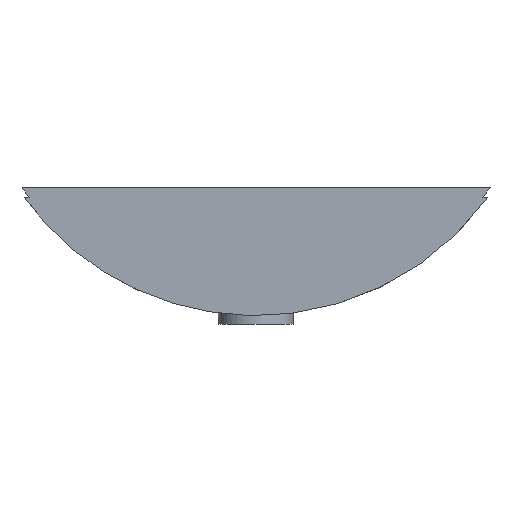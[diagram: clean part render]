
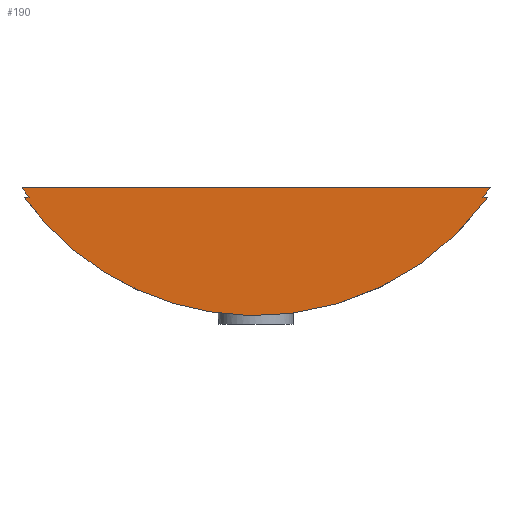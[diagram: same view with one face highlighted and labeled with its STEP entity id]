
A CAD part, front view. The second image highlights one B-rep face of the part: STEP entity #190.
In plain terms, the highlighted planar face has unit normal (0, -1, 0).
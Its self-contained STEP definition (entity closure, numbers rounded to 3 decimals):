
#107=PLANE('',#562);
#136=LINE('',#3986,#161);
#138=LINE('',#5270,#163);
#139=LINE('',#5272,#164);
#140=LINE('',#5274,#165);
#141=LINE('',#5313,#166);
#161=VECTOR('',#583,1.);
#163=VECTOR('',#597,1.);
#164=VECTOR('',#600,1.);
#165=VECTOR('',#603,1.);
#166=VECTOR('',#604,1.);
#190=ADVANCED_FACE('',(#223),#107,.T.);
#223=FACE_OUTER_BOUND('',#258,.T.);
#258=EDGE_LOOP('',(#334,#335,#336,#337,#338,#339,#340,#341));
#334=ORIENTED_EDGE('',*,*,#488,.F.);
#335=ORIENTED_EDGE('',*,*,#492,.F.);
#336=ORIENTED_EDGE('',*,*,#493,.F.);
#337=ORIENTED_EDGE('',*,*,#494,.F.);
#338=ORIENTED_EDGE('',*,*,#448,.F.);
#339=ORIENTED_EDGE('',*,*,#491,.F.);
#340=ORIENTED_EDGE('',*,*,#482,.F.);
#341=ORIENTED_EDGE('',*,*,#490,.F.);
#404=VERTEX_POINT('',#643);
#405=VERTEX_POINT('',#644);
#432=VERTEX_POINT('',#3985);
#433=VERTEX_POINT('',#3987);
#437=VERTEX_POINT('',#4234);
#438=VERTEX_POINT('',#4239);
#439=VERTEX_POINT('',#5275);
#440=VERTEX_POINT('',#5312);
#448=EDGE_CURVE('',#404,#405,#513,.T.);
#482=EDGE_CURVE('',#432,#433,#136,.T.);
#488=EDGE_CURVE('',#437,#438,#543,.T.);
#490=EDGE_CURVE('',#438,#432,#138,.T.);
#491=EDGE_CURVE('',#433,#404,#139,.T.);
#492=EDGE_CURVE('',#439,#437,#140,.T.);
#493=EDGE_CURVE('',#440,#439,#545,.T.);
#494=EDGE_CURVE('',#405,#440,#141,.T.);
#513=B_SPLINE_CURVE_WITH_KNOTS('',3,(#639,#640,#641,#642),.UNSPECIFIED.,
.F.,.F.,(4,4),(0.,1.),.UNSPECIFIED.);
#543=B_SPLINE_CURVE_WITH_KNOTS('',3,(#4235,#4236,#4237,#4238),.UNSPECIFIED.,
.F.,.F.,(4,4),(0.,1.),.UNSPECIFIED.);
#545=B_SPLINE_CURVE_WITH_KNOTS('',3,(#5276,#5277,#5278,#5279,#5280,#5281,
#5282,#5283,#5284,#5285,#5286,#5287,#5288,#5289,#5290,#5291,#5292,#5293,
#5294,#5295,#5296,#5297,#5298,#5299,#5300,#5301,#5302,#5303,#5304,#5305,
#5306,#5307,#5308,#5309,#5310,#5311),.UNSPECIFIED.,.F.,.F.,(4,2,2,2,2,2,
2,2,2,2,2,2,2,2,2,2,2,4),(0.,0.031,0.063,0.125,0.188,0.25,0.313,0.375,
0.438,0.5,0.563,0.625,0.688,0.75,0.875,0.938,0.969,1.),.UNSPECIFIED.);
#562=AXIS2_PLACEMENT_3D('',#5314,#605,#606);
#583=DIRECTION('',(1.,0.,0.));
#597=DIRECTION('',(0.,0.,1.));
#600=DIRECTION('',(0.,0.,-1.));
#603=DIRECTION('',(1.,0.,0.));
#604=DIRECTION('',(1.,0.,0.));
#605=DIRECTION('',(0.,-1.,0.));
#606=DIRECTION('',(1.,0.,0.));
#639=CARTESIAN_POINT('',(239.833,-173.875,166.267));
#640=CARTESIAN_POINT('',(237.434,-173.875,162.928));
#641=CARTESIAN_POINT('',(235.056,-173.875,159.568));
#642=CARTESIAN_POINT('',(232.619,-173.875,156.267));
#643=CARTESIAN_POINT('',(239.833,-173.875,166.267));
#644=CARTESIAN_POINT('',(232.619,-173.875,156.267));
#3985=CARTESIAN_POINT('',(-239.724,-173.875,166.267));
#3986=CARTESIAN_POINT('',(-239.724,-173.875,166.267));
#3987=CARTESIAN_POINT('',(239.833,-173.875,166.267));
#4234=CARTESIAN_POINT('',(-232.51,-173.875,156.267));
#4235=CARTESIAN_POINT('',(-232.51,-173.875,156.267));
#4236=CARTESIAN_POINT('',(-234.949,-173.875,159.571));
#4237=CARTESIAN_POINT('',(-237.326,-173.875,162.928));
#4238=CARTESIAN_POINT('',(-239.724,-173.875,166.267));
#4239=CARTESIAN_POINT('',(-239.724,-173.875,166.267));
#5270=CARTESIAN_POINT('',(-239.724,-173.875,16.267));
#5272=CARTESIAN_POINT('',(239.833,-173.875,16.267));
#5274=CARTESIAN_POINT('',(239.833,-173.875,156.267));
#5275=CARTESIAN_POINT('',(-237.459,-173.875,156.267));
#5276=CARTESIAN_POINT('',(237.568,-173.875,156.267));
#5277=CARTESIAN_POINT('',(234.189,-173.875,151.616));
#5278=CARTESIAN_POINT('',(230.673,-173.875,147.016));
#5279=CARTESIAN_POINT('',(223.4,-173.875,138.121));
#5280=CARTESIAN_POINT('',(219.641,-173.875,133.794));
#5281=CARTESIAN_POINT('',(208.002,-173.875,121.167));
#5282=CARTESIAN_POINT('',(199.765,-173.875,113.225));
#5283=CARTESIAN_POINT('',(182.302,-173.875,98.273));
#5284=CARTESIAN_POINT('',(173.036,-173.875,91.241));
#5285=CARTESIAN_POINT('',(153.785,-173.875,78.382));
#5286=CARTESIAN_POINT('',(143.863,-173.875,72.589));
#5287=CARTESIAN_POINT('',(123.459,-173.875,62.214));
#5288=CARTESIAN_POINT('',(112.978,-173.875,57.63));
#5289=CARTESIAN_POINT('',(91.451,-173.875,49.665));
#5290=CARTESIAN_POINT('',(80.339,-173.875,46.278));
#5291=CARTESIAN_POINT('',(57.829,-173.875,40.833));
#5292=CARTESIAN_POINT('',(46.487,-173.875,38.772));
#5293=CARTESIAN_POINT('',(23.778,-173.875,35.948));
#5294=CARTESIAN_POINT('',(12.349,-173.875,35.08));
#5295=CARTESIAN_POINT('',(-10.75,-173.875,34.998));
#5296=CARTESIAN_POINT('',(-22.404,-173.875,35.827));
#5297=CARTESIAN_POINT('',(-45.386,-173.875,38.615));
#5298=CARTESIAN_POINT('',(-56.745,-173.875,40.64));
#5299=CARTESIAN_POINT('',(-79.122,-173.875,45.971));
#5300=CARTESIAN_POINT('',(-90.155,-173.875,49.279));
#5301=CARTESIAN_POINT('',(-111.887,-173.875,57.22));
#5302=CARTESIAN_POINT('',(-122.635,-173.875,61.877));
#5303=CARTESIAN_POINT('',(-153.565,-173.875,77.522));
#5304=CARTESIAN_POINT('',(-172.696,-173.875,90.23));
#5305=CARTESIAN_POINT('',(-199.119,-173.875,112.724));
#5306=CARTESIAN_POINT('',(-207.573,-173.875,120.826));
#5307=CARTESIAN_POINT('',(-219.382,-173.875,133.611));
#5308=CARTESIAN_POINT('',(-223.185,-173.875,137.986));
#5309=CARTESIAN_POINT('',(-230.525,-173.875,146.961));
#5310=CARTESIAN_POINT('',(-234.063,-173.875,151.593));
#5311=CARTESIAN_POINT('',(-237.459,-173.875,156.267));
#5312=CARTESIAN_POINT('',(237.568,-173.875,156.267));
#5313=CARTESIAN_POINT('',(239.833,-173.875,156.267));
#5314=CARTESIAN_POINT('',(-239.724,-173.875,16.267));
